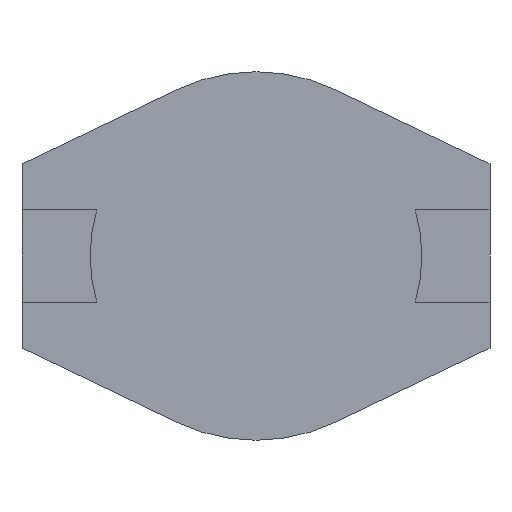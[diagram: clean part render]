
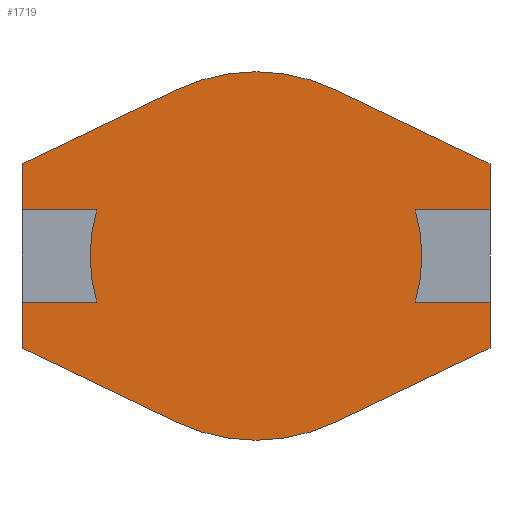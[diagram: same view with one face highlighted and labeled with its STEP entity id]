
A CAD part, front view. The second image highlights one B-rep face of the part: STEP entity #1719.
In plain terms, the highlighted planar face has unit normal (0, -1, 0).
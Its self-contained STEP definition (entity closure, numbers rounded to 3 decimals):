
#5 = DIRECTION ( 'NONE',  ( 0., 0., -1. ) ) ;
#22 = CARTESIAN_POINT ( 'NONE',  ( -6.35, 0., 2.5 ) ) ;
#47 = LINE ( 'NONE', #1500, #1589 ) ;
#63 = VERTEX_POINT ( 'NONE', #675 ) ;
#64 = DIRECTION ( 'NONE',  ( 0., 0., -1. ) ) ;
#70 = AXIS2_PLACEMENT_3D ( 'NONE', #384, #1423, #536 ) ;
#137 = DIRECTION ( 'NONE',  ( 0., 0., -1. ) ) ;
#142 = VERTEX_POINT ( 'NONE', #732 ) ;
#164 = CARTESIAN_POINT ( 'NONE',  ( 2.162, 0., -4.508 ) ) ;
#176 = CIRCLE ( 'NONE', #70, 5. ) ;
#185 = CARTESIAN_POINT ( 'NONE',  ( -4.323, 0., -1.25 ) ) ;
#187 = AXIS2_PLACEMENT_3D ( 'NONE', #719, #1766, #870 ) ;
#190 = DIRECTION ( 'NONE',  ( -1., 0., 0. ) ) ;
#195 = DIRECTION ( 'NONE',  ( -1., 0., 0. ) ) ;
#196 = VERTEX_POINT ( 'NONE', #483 ) ;
#214 = VERTEX_POINT ( 'NONE', #185 ) ;
#225 = LINE ( 'NONE', #1660, #1028 ) ;
#234 = EDGE_CURVE ( 'NONE', #1713, #1107, #659, .T. ) ;
#247 = ORIENTED_EDGE ( 'NONE', *, *, #1697, .F. ) ;
#269 = ORIENTED_EDGE ( 'NONE', *, *, #320, .F. ) ;
#281 = VECTOR ( 'NONE', #1194, 1000. ) ;
#301 = VERTEX_POINT ( 'NONE', #795 ) ;
#305 = EDGE_CURVE ( 'NONE', #1610, #1817, #1064, .T. ) ;
#307 = CARTESIAN_POINT ( 'NONE',  ( -6.35, 0., -2.5 ) ) ;
#309 = CARTESIAN_POINT ( 'NONE',  ( 0., 0., 0. ) ) ;
#320 = EDGE_CURVE ( 'NONE', #1416, #716, #1816, .T. ) ;
#321 = VECTOR ( 'NONE', #190, 1000. ) ;
#331 = CARTESIAN_POINT ( 'NONE',  ( 6.35, 0., 2.5 ) ) ;
#343 = PLANE ( 'NONE',  #942 ) ;
#352 = VECTOR ( 'NONE', #1062, 1000. ) ;
#356 = EDGE_CURVE ( 'NONE', #375, #301, #176, .T. ) ;
#360 = CARTESIAN_POINT ( 'NONE',  ( -4.323, 0., 1.25 ) ) ;
#375 = VERTEX_POINT ( 'NONE', #389 ) ;
#384 = CARTESIAN_POINT ( 'NONE',  ( 0., 0., 0. ) ) ;
#389 = CARTESIAN_POINT ( 'NONE',  ( -2.162, 0., 4.508 ) ) ;
#420 = CARTESIAN_POINT ( 'NONE',  ( 6.35, 0., -1.25 ) ) ;
#438 = EDGE_CURVE ( 'NONE', #1554, #214, #1131, .T. ) ;
#457 = DIRECTION ( 'NONE',  ( 0., 0., 1. ) ) ;
#483 = CARTESIAN_POINT ( 'NONE',  ( -2.162, 0., -4.508 ) ) ;
#490 = DIRECTION ( 'NONE',  ( 0., 0., -1. ) ) ;
#507 = DIRECTION ( 'NONE',  ( 0., 1., 0. ) ) ;
#514 = FACE_OUTER_BOUND ( 'NONE', #969, .T. ) ;
#521 = VECTOR ( 'NONE', #137, 1000. ) ;
#536 = DIRECTION ( 'NONE',  ( 0., 0., 1. ) ) ;
#539 = ORIENTED_EDGE ( 'NONE', *, *, #1039, .F. ) ;
#588 = CARTESIAN_POINT ( 'NONE',  ( -6.35, 0., -2.5 ) ) ;
#615 = VECTOR ( 'NONE', #195, 1000. ) ;
#617 = ORIENTED_EDGE ( 'NONE', *, *, #953, .F. ) ;
#659 = LINE ( 'NONE', #1092, #321 ) ;
#675 = CARTESIAN_POINT ( 'NONE',  ( 6.35, 0., -2.5 ) ) ;
#696 = LINE ( 'NONE', #331, #1849 ) ;
#701 = CIRCLE ( 'NONE', #1792, 4.5 ) ;
#702 = LINE ( 'NONE', #958, #1855 ) ;
#716 = VERTEX_POINT ( 'NONE', #1128 ) ;
#719 = CARTESIAN_POINT ( 'NONE',  ( 0., 0., 0. ) ) ;
#732 = CARTESIAN_POINT ( 'NONE',  ( -6.35, 0., 2.5 ) ) ;
#741 = VECTOR ( 'NONE', #1149, 1000. ) ;
#751 = LINE ( 'NONE', #22, #1494 ) ;
#783 = CARTESIAN_POINT ( 'NONE',  ( 6.35, 0., 1.25 ) ) ;
#795 = CARTESIAN_POINT ( 'NONE',  ( 2.162, 0., 4.508 ) ) ;
#807 = CARTESIAN_POINT ( 'NONE',  ( 6.35, 0., 2.5 ) ) ;
#812 = CARTESIAN_POINT ( 'NONE',  ( -6.35, 0., -1.25 ) ) ;
#821 = CARTESIAN_POINT ( 'NONE',  ( 4.323, 0., 1.25 ) ) ;
#846 = VERTEX_POINT ( 'NONE', #588 ) ;
#870 = DIRECTION ( 'NONE',  ( 0., 0., -1. ) ) ;
#890 = CARTESIAN_POINT ( 'NONE',  ( -6.35, 0., -1.25 ) ) ;
#902 = DIRECTION ( 'NONE',  ( 0., -1., 0. ) ) ;
#912 = EDGE_CURVE ( 'NONE', #63, #1610, #1473, .T. ) ;
#919 = DIRECTION ( 'NONE',  ( 0., 0., 1. ) ) ;
#937 = CARTESIAN_POINT ( 'NONE',  ( 0., 0., 0. ) ) ;
#942 = AXIS2_PLACEMENT_3D ( 'NONE', #937, #1378, #490 ) ;
#944 = EDGE_CURVE ( 'NONE', #1817, #196, #1830, .T. ) ;
#953 = EDGE_CURVE ( 'NONE', #142, #375, #225, .T. ) ;
#958 = CARTESIAN_POINT ( 'NONE',  ( 6.35, 0., 2.5 ) ) ;
#969 = EDGE_LOOP ( 'NONE', ( #1650, #1016, #539, #1067, #1302, #1871, #1750, #1880, #1352, #1171, #1763, #1531, #247, #1243, #617, #1690, #269 ) ) ;
#986 = EDGE_CURVE ( 'NONE', #1430, #1713, #702, .T. ) ;
#993 = CARTESIAN_POINT ( 'NONE',  ( -6.35, 0., -1.25 ) ) ;
#1003 = VECTOR ( 'NONE', #1864, 1000. ) ;
#1016 = ORIENTED_EDGE ( 'NONE', *, *, #438, .F. ) ;
#1028 = VECTOR ( 'NONE', #1186, 1000. ) ;
#1039 = EDGE_CURVE ( 'NONE', #846, #1554, #1804, .T. ) ;
#1041 = CARTESIAN_POINT ( 'NONE',  ( 6.35, 0., -2.5 ) ) ;
#1062 = DIRECTION ( 'NONE',  ( -0.902, 0., 0.432 ) ) ;
#1064 = CIRCLE ( 'NONE', #1813, 5. ) ;
#1067 = ORIENTED_EDGE ( 'NONE', *, *, #1651, .F. ) ;
#1083 = CARTESIAN_POINT ( 'NONE',  ( 4.323, 0., -1.25 ) ) ;
#1092 = CARTESIAN_POINT ( 'NONE',  ( 6.35, 0., 1.25 ) ) ;
#1107 = VERTEX_POINT ( 'NONE', #821 ) ;
#1112 = EDGE_CURVE ( 'NONE', #1416, #214, #1827, .T. ) ;
#1128 = CARTESIAN_POINT ( 'NONE',  ( -6.35, 0., 1.25 ) ) ;
#1131 = LINE ( 'NONE', #993, #741 ) ;
#1142 = LINE ( 'NONE', #307, #352 ) ;
#1149 = DIRECTION ( 'NONE',  ( 1., 0., 0. ) ) ;
#1171 = ORIENTED_EDGE ( 'NONE', *, *, #1179, .T. ) ;
#1179 = EDGE_CURVE ( 'NONE', #1374, #1107, #701, .T. ) ;
#1186 = DIRECTION ( 'NONE',  ( 0.902, 0., 0.432 ) ) ;
#1194 = DIRECTION ( 'NONE',  ( -0.902, 0., -0.432 ) ) ;
#1242 = CARTESIAN_POINT ( 'NONE',  ( -6.35, 0., 1.25 ) ) ;
#1243 = ORIENTED_EDGE ( 'NONE', *, *, #356, .F. ) ;
#1272 = CARTESIAN_POINT ( 'NONE',  ( 0., 0., -5. ) ) ;
#1302 = ORIENTED_EDGE ( 'NONE', *, *, #944, .F. ) ;
#1351 = DIRECTION ( 'NONE',  ( 0., 1., 0. ) ) ;
#1352 = ORIENTED_EDGE ( 'NONE', *, *, #1585, .F. ) ;
#1363 = LINE ( 'NONE', #420, #521 ) ;
#1370 = DIRECTION ( 'NONE',  ( 0.902, 0., -0.432 ) ) ;
#1374 = VERTEX_POINT ( 'NONE', #1083 ) ;
#1378 = DIRECTION ( 'NONE',  ( 0., -1., 0. ) ) ;
#1389 = CARTESIAN_POINT ( 'NONE',  ( 0., 0., 0. ) ) ;
#1416 = VERTEX_POINT ( 'NONE', #360 ) ;
#1423 = DIRECTION ( 'NONE',  ( 0., 1., 0. ) ) ;
#1430 = VERTEX_POINT ( 'NONE', #807 ) ;
#1473 = LINE ( 'NONE', #1041, #281 ) ;
#1493 = VERTEX_POINT ( 'NONE', #1765 ) ;
#1494 = VECTOR ( 'NONE', #919, 1000. ) ;
#1500 = CARTESIAN_POINT ( 'NONE',  ( 6.35, 0., -1.25 ) ) ;
#1505 = EDGE_CURVE ( 'NONE', #1493, #63, #1363, .T. ) ;
#1531 = ORIENTED_EDGE ( 'NONE', *, *, #986, .F. ) ;
#1547 = DIRECTION ( 'NONE',  ( 0., 0., 1. ) ) ;
#1554 = VERTEX_POINT ( 'NONE', #890 ) ;
#1557 = AXIS2_PLACEMENT_3D ( 'NONE', #309, #1351, #457 ) ;
#1585 = EDGE_CURVE ( 'NONE', #1374, #1493, #47, .T. ) ;
#1589 = VECTOR ( 'NONE', #1658, 1000. ) ;
#1610 = VERTEX_POINT ( 'NONE', #164 ) ;
#1650 = ORIENTED_EDGE ( 'NONE', *, *, #1112, .T. ) ;
#1651 = EDGE_CURVE ( 'NONE', #196, #846, #1142, .T. ) ;
#1658 = DIRECTION ( 'NONE',  ( 1., 0., 0. ) ) ;
#1660 = CARTESIAN_POINT ( 'NONE',  ( -6.35, 0., 2.5 ) ) ;
#1663 = EDGE_CURVE ( 'NONE', #716, #142, #751, .T. ) ;
#1690 = ORIENTED_EDGE ( 'NONE', *, *, #1663, .F. ) ;
#1697 = EDGE_CURVE ( 'NONE', #301, #1430, #696, .T. ) ;
#1713 = VERTEX_POINT ( 'NONE', #783 ) ;
#1719 = ADVANCED_FACE ( 'NONE', ( #514 ), #343, .T. ) ;
#1750 = ORIENTED_EDGE ( 'NONE', *, *, #912, .F. ) ;
#1763 = ORIENTED_EDGE ( 'NONE', *, *, #234, .F. ) ;
#1765 = CARTESIAN_POINT ( 'NONE',  ( 6.35, 0., -1.25 ) ) ;
#1766 = DIRECTION ( 'NONE',  ( 0., -1., 0. ) ) ;
#1792 = AXIS2_PLACEMENT_3D ( 'NONE', #1793, #902, #5 ) ;
#1793 = CARTESIAN_POINT ( 'NONE',  ( 0., 0., 0. ) ) ;
#1804 = LINE ( 'NONE', #812, #1003 ) ;
#1813 = AXIS2_PLACEMENT_3D ( 'NONE', #1389, #507, #1547 ) ;
#1816 = LINE ( 'NONE', #1242, #615 ) ;
#1817 = VERTEX_POINT ( 'NONE', #1272 ) ;
#1827 = CIRCLE ( 'NONE', #187, 4.5 ) ;
#1830 = CIRCLE ( 'NONE', #1557, 5. ) ;
#1849 = VECTOR ( 'NONE', #1370, 1000. ) ;
#1855 = VECTOR ( 'NONE', #64, 1000. ) ;
#1864 = DIRECTION ( 'NONE',  ( 0., 0., 1. ) ) ;
#1871 = ORIENTED_EDGE ( 'NONE', *, *, #305, .F. ) ;
#1880 = ORIENTED_EDGE ( 'NONE', *, *, #1505, .F. ) ;
